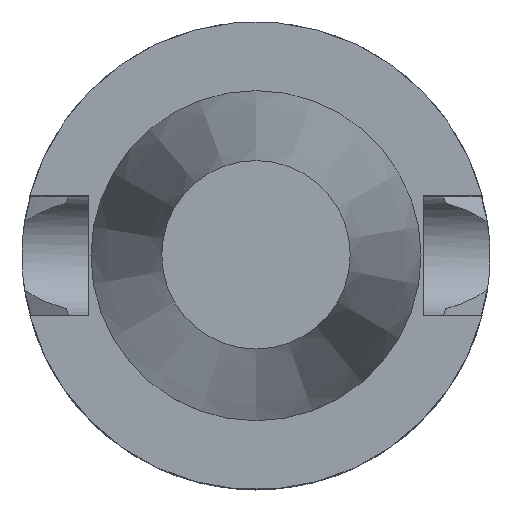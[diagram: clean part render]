
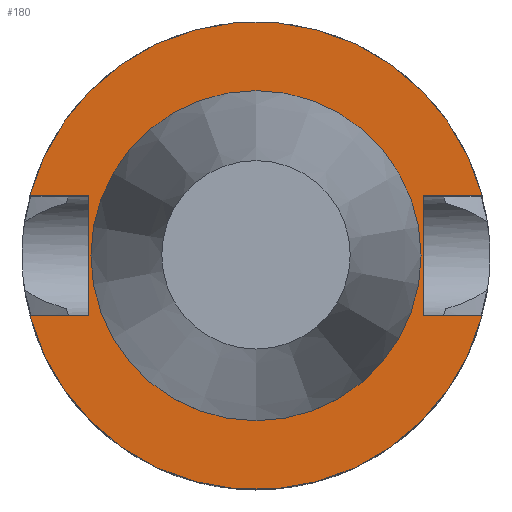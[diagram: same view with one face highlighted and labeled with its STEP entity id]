
A CAD part, top view. The second image highlights one B-rep face of the part: STEP entity #180.
In plain terms, the highlighted planar face has unit normal (0, 0, 1).
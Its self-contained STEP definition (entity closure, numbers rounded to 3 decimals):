
#170=EDGE_CURVE('240[2]',#441,#399,#442,.T.);
#180=ADVANCED_FACE('240[2]',(#455,#456),#457,.T.);
#211=EDGE_CURVE('240[2]',#499,#499,#500,.T.);
#215=EDGE_CURVE('240[2]',#390,#415,#504,.T.);
#223=EDGE_CURVE('240[2]',#514,#441,#515,.T.);
#239=EDGE_CURVE('240[2]',#399,#536,#537,.T.);
#264=EDGE_CURVE('240[2]',#536,#383,#568,.T.);
#295=EDGE_CURVE('240[2]',#383,#390,#607,.T.);
#316=EDGE_CURVE('240[2]',#432,#514,#631,.T.);
#327=EDGE_CURVE('240[2]',#415,#432,#644,.T.);
#383=VERTEX_POINT('',#717);
#390=VERTEX_POINT('',#727);
#399=VERTEX_POINT('',#739);
#415=VERTEX_POINT('',#789);
#432=VERTEX_POINT('',#811);
#441=VERTEX_POINT('',#835);
#442=CIRCLE('',#836,31.5);
#455=FACE_OUTER_BOUND('',#863,.T.);
#456=FACE_BOUND('',#864,.T.);
#457=PLANE('',#865);
#499=VERTEX_POINT('',#940);
#500=CIRCLE('',#941,22.225);
#504=CIRCLE('',#947,31.5);
#514=VERTEX_POINT('',#960);
#515=LINE('',#961,#962);
#536=VERTEX_POINT('',#990);
#537=LINE('',#991,#992);
#568=LINE('',#1061,#1062);
#607=LINE('',#1253,#1254);
#631=LINE('',#1306,#1307);
#644=LINE('',#1327,#1328);
#717=CARTESIAN_POINT('',(-22.5,-8.05,-2.0));
#727=CARTESIAN_POINT('',(-30.454,-8.05,-2.0));
#739=CARTESIAN_POINT('',(-30.454,8.05,-2.0));
#789=CARTESIAN_POINT('',(30.454,-8.05,-2.0));
#811=CARTESIAN_POINT('',(22.5,-8.05,-2.0));
#835=CARTESIAN_POINT('',(30.454,8.05,-2.0));
#836=AXIS2_PLACEMENT_3D('',#1420,#1421,#1422);
#863=EDGE_LOOP('',(#1435,#1436,#1437,#1438,#1439,#1440,#1441,#1442));
#864=EDGE_LOOP('',(#1443));
#865=AXIS2_PLACEMENT_3D('',#1444,#1445,#1446);
#940=CARTESIAN_POINT('',(0.,22.225,-2.0));
#941=AXIS2_PLACEMENT_3D('',#1495,#1496,#1497);
#947=AXIS2_PLACEMENT_3D('',#1501,#1502,#1503);
#960=CARTESIAN_POINT('',(22.5,8.05,-2.0));
#961=CARTESIAN_POINT('',(11.25,8.05,-2.0));
#962=VECTOR('',#1520,1.0);
#990=CARTESIAN_POINT('',(-22.5,8.05,-2.0));
#991=CARTESIAN_POINT('',(-11.25,8.05,-2.0));
#992=VECTOR('',#1562,1.0);
#1061=CARTESIAN_POINT('',(-22.5,13.431,-2.0));
#1062=VECTOR('',#1595,1.0);
#1253=CARTESIAN_POINT('',(-11.25,-8.05,-2.0));
#1254=VECTOR('',#1628,1.0);
#1306=CARTESIAN_POINT('',(22.5,13.431,-2.0));
#1307=VECTOR('',#1659,1.0);
#1327=CARTESIAN_POINT('',(11.25,-8.05,-2.0));
#1328=VECTOR('',#1675,1.0);
#1420=CARTESIAN_POINT('',(0.,0.,-2.0));
#1421=DIRECTION('',(0.,0.,1.0));
#1422=DIRECTION('',(0.,1.0,0.));
#1435=ORIENTED_EDGE('',*,*,#223,.T.);
#1436=ORIENTED_EDGE('',*,*,#170,.T.);
#1437=ORIENTED_EDGE('',*,*,#239,.T.);
#1438=ORIENTED_EDGE('',*,*,#264,.T.);
#1439=ORIENTED_EDGE('',*,*,#295,.T.);
#1440=ORIENTED_EDGE('',*,*,#215,.T.);
#1441=ORIENTED_EDGE('',*,*,#327,.T.);
#1442=ORIENTED_EDGE('',*,*,#316,.T.);
#1443=ORIENTED_EDGE('',*,*,#211,.F.);
#1444=CARTESIAN_POINT('',(0.,26.863,-2.0));
#1445=DIRECTION('',(0.,0.,1.0));
#1446=DIRECTION('',(1.0,0.,0.0));
#1495=CARTESIAN_POINT('',(0.,0.,-2.0));
#1496=DIRECTION('',(0.,0.,1.0));
#1497=DIRECTION('',(0.,1.0,0.));
#1501=CARTESIAN_POINT('',(0.,0.,-2.0));
#1502=DIRECTION('',(0.,0.,1.0));
#1503=DIRECTION('',(0.,1.0,0.));
#1520=DIRECTION('',(1.0,0.,0.));
#1562=DIRECTION('',(1.0,0.,0.));
#1595=DIRECTION('',(0.,-1.0,0.));
#1628=DIRECTION('',(-1.0,0.,0.));
#1659=DIRECTION('',(0.,1.0,0.));
#1675=DIRECTION('',(-1.0,0.,0.));
